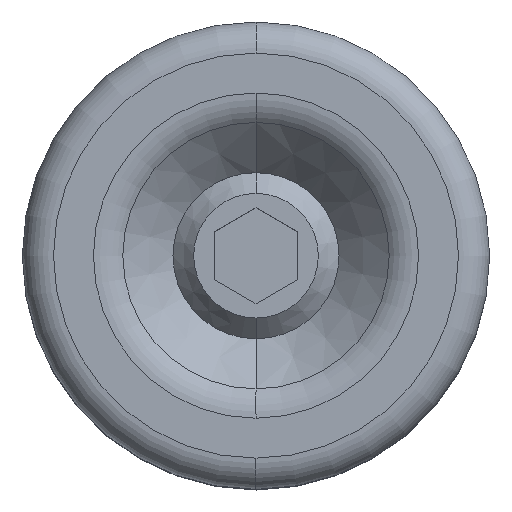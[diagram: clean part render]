
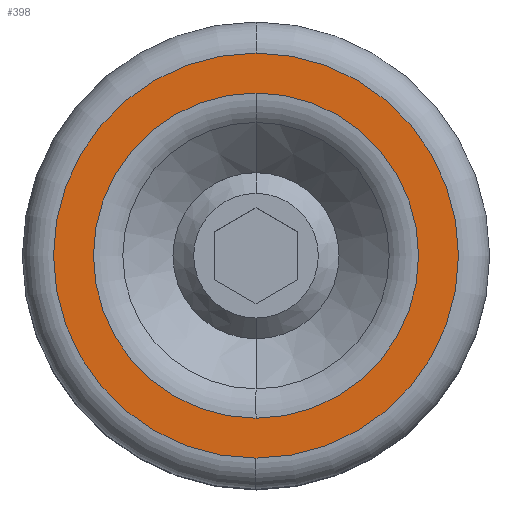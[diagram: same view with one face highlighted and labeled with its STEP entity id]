
A CAD part, top view. The second image highlights one B-rep face of the part: STEP entity #398.
In plain terms, the highlighted planar face has unit normal (0, 0, 1).
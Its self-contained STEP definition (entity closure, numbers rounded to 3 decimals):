
#398=ADVANCED_FACE('',(#797,#798),#799,.T.);
#797=FACE_OUTER_BOUND('',#1251,.T.);
#798=FACE_BOUND('',#1252,.T.);
#799=PLANE('',#1253);
#1251=EDGE_LOOP('',(#2080,#2081));
#1252=EDGE_LOOP('',(#2082,#2083));
#1253=AXIS2_PLACEMENT_3D('',#2084,#2085,#2086);
#2080=ORIENTED_EDGE('',*,*,#2554,.F.);
#2081=ORIENTED_EDGE('',*,*,#2643,.F.);
#2082=ORIENTED_EDGE('',*,*,#2817,.F.);
#2083=ORIENTED_EDGE('',*,*,#2759,.F.);
#2084=CARTESIAN_POINT('',(0.,0.0,20.777));
#2085=DIRECTION('',(0.,0.0,1.0));
#2086=DIRECTION('',(0.0,-1.0,0.0));
#2554=EDGE_CURVE('',#3013,#3015,#3016,.T.);
#2643=EDGE_CURVE('',#3015,#3013,#3163,.T.);
#2759=EDGE_CURVE('',#3338,#3335,#3340,.T.);
#2817=EDGE_CURVE('',#3335,#3338,#3412,.T.);
#3013=VERTEX_POINT('',#3719);
#3015=VERTEX_POINT('',#3721);
#3016=CIRCLE('',#3722,9.75);
#3163=CIRCLE('',#4068,9.75);
#3335=VERTEX_POINT('',#4473);
#3338=VERTEX_POINT('',#4476);
#3340=CIRCLE('',#4478,7.828);
#3412=CIRCLE('',#4619,7.828);
#3719=CARTESIAN_POINT('',(0.,-9.75,20.777));
#3721=CARTESIAN_POINT('',(0.,9.75,20.777));
#3722=AXIS2_PLACEMENT_3D('',#4852,#4853,#4854);
#4068=AXIS2_PLACEMENT_3D('',#4990,#4991,#4992);
#4473=CARTESIAN_POINT('',(0.,-7.828,20.777));
#4476=CARTESIAN_POINT('',(0.,7.828,20.777));
#4478=AXIS2_PLACEMENT_3D('',#5161,#5162,#5163);
#4619=AXIS2_PLACEMENT_3D('',#5240,#5241,#5242);
#4852=CARTESIAN_POINT('',(0.,0.0,20.777));
#4853=DIRECTION('',(0.,0.0,-1.0));
#4854=DIRECTION('',(0.,1.0,0.));
#4990=CARTESIAN_POINT('',(0.,0.0,20.777));
#4991=DIRECTION('',(0.,0.0,-1.0));
#4992=DIRECTION('',(0.,1.0,0.));
#5161=CARTESIAN_POINT('',(0.,0.0,20.777));
#5162=DIRECTION('',(0.,0.0,1.0));
#5163=DIRECTION('',(0.0,1.0,0.0));
#5240=CARTESIAN_POINT('',(0.,0.0,20.777));
#5241=DIRECTION('',(0.,0.0,1.0));
#5242=DIRECTION('',(0.0,1.0,0.0));
